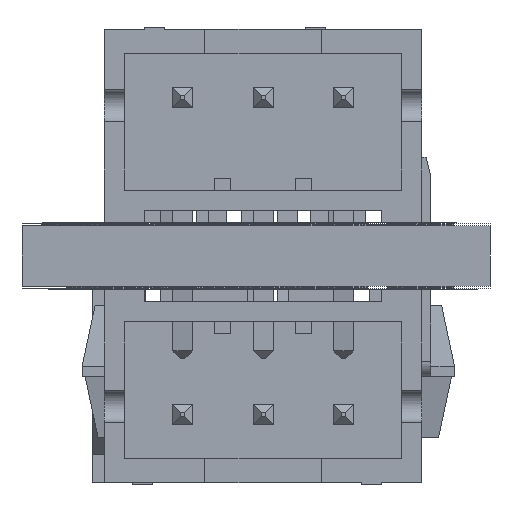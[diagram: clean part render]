
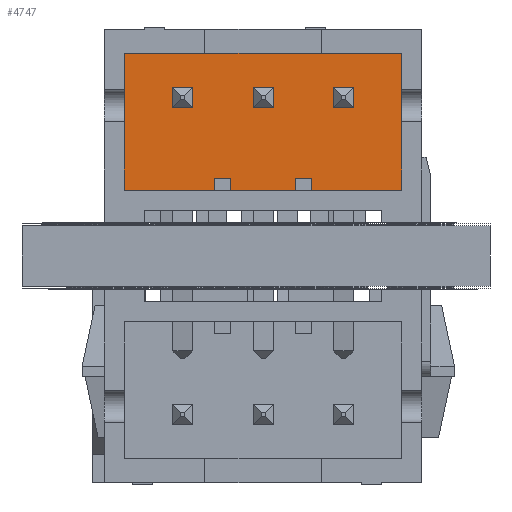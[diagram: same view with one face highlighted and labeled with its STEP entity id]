
A CAD part, front view. The second image highlights one B-rep face of the part: STEP entity #4747.
In plain terms, the highlighted planar face has unit normal (0, -1, 0).
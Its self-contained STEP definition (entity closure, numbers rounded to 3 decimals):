
#3798 = VERTEX_POINT('',#3799);
#3799 = CARTESIAN_POINT('',(5.45,-2.05,0.8));
#3805 = EDGE_CURVE('',#3798,#3806,#3808,.T.);
#3806 = VERTEX_POINT('',#3807);
#3807 = CARTESIAN_POINT('',(5.45,-2.05,4.2));
#3808 = LINE('',#3809,#3810);
#3809 = CARTESIAN_POINT('',(5.45,-2.05,0.8));
#3810 = VECTOR('',#3811,1.);
#3811 = DIRECTION('',(0.,0.,1.));
#4343 = VERTEX_POINT('',#4344);
#4344 = CARTESIAN_POINT('',(-1.45,-2.05,0.8));
#4350 = EDGE_CURVE('',#4343,#4351,#4353,.T.);
#4351 = VERTEX_POINT('',#4352);
#4352 = CARTESIAN_POINT('',(0.8,-2.05,0.8));
#4353 = LINE('',#4354,#4355);
#4354 = CARTESIAN_POINT('',(-1.45,-2.05,0.8));
#4355 = VECTOR('',#4356,1.);
#4356 = DIRECTION('',(1.,0.,0.));
#4375 = VERTEX_POINT('',#4376);
#4376 = CARTESIAN_POINT('',(1.2,-2.05,0.8));
#4382 = EDGE_CURVE('',#4375,#4383,#4385,.T.);
#4383 = VERTEX_POINT('',#4384);
#4384 = CARTESIAN_POINT('',(2.8,-2.05,0.8));
#4385 = LINE('',#4386,#4387);
#4386 = CARTESIAN_POINT('',(-1.45,-2.05,0.8));
#4387 = VECTOR('',#4388,1.);
#4388 = DIRECTION('',(1.,0.,0.));
#4407 = VERTEX_POINT('',#4408);
#4408 = CARTESIAN_POINT('',(3.2,-2.05,0.8));
#4414 = EDGE_CURVE('',#4407,#3798,#4415,.T.);
#4415 = LINE('',#4416,#4417);
#4416 = CARTESIAN_POINT('',(-1.45,-2.05,0.8));
#4417 = VECTOR('',#4418,1.);
#4418 = DIRECTION('',(1.,0.,0.));
#4440 = VERTEX_POINT('',#4441);
#4441 = CARTESIAN_POINT('',(-1.45,-2.05,4.2));
#4447 = EDGE_CURVE('',#4440,#4343,#4448,.T.);
#4448 = LINE('',#4449,#4450);
#4449 = CARTESIAN_POINT('',(-1.45,-2.05,4.2));
#4450 = VECTOR('',#4451,1.);
#4451 = DIRECTION('',(0.,0.,-1.));
#4642 = EDGE_CURVE('',#3806,#4643,#4645,.T.);
#4643 = VERTEX_POINT('',#4644);
#4644 = CARTESIAN_POINT('',(5.4,-2.05,4.2));
#4645 = LINE('',#4646,#4647);
#4646 = CARTESIAN_POINT('',(5.45,-2.05,4.2));
#4647 = VECTOR('',#4648,1.);
#4648 = DIRECTION('',(-1.,0.,0.));
#4667 = VERTEX_POINT('',#4668);
#4668 = CARTESIAN_POINT('',(4.4,-2.05,4.2));
#4674 = EDGE_CURVE('',#4667,#4675,#4677,.T.);
#4675 = VERTEX_POINT('',#4676);
#4676 = CARTESIAN_POINT('',(-0.4,-2.05,4.2));
#4677 = LINE('',#4678,#4679);
#4678 = CARTESIAN_POINT('',(5.45,-2.05,4.2));
#4679 = VECTOR('',#4680,1.);
#4680 = DIRECTION('',(-1.,0.,0.));
#4699 = VERTEX_POINT('',#4700);
#4700 = CARTESIAN_POINT('',(-1.4,-2.05,4.2));
#4706 = EDGE_CURVE('',#4699,#4440,#4707,.T.);
#4707 = LINE('',#4708,#4709);
#4708 = CARTESIAN_POINT('',(5.45,-2.05,4.2));
#4709 = VECTOR('',#4710,1.);
#4710 = DIRECTION('',(-1.,0.,0.));
#4747 = ADVANCED_FACE('',(#4748,#4814,#4848,#4882),#4916,.T.);
#4748 = FACE_BOUND('',#4749,.T.);
#4749 = EDGE_LOOP('',(#4750,#4751,#4752,#4753,#4759,#4760,#4766,#4767,
    #4768,#4769,#4777,#4785,#4791,#4792,#4800,#4808));
#4750 = ORIENTED_EDGE('',*,*,#4414,.T.);
#4751 = ORIENTED_EDGE('',*,*,#3805,.T.);
#4752 = ORIENTED_EDGE('',*,*,#4642,.T.);
#4753 = ORIENTED_EDGE('',*,*,#4754,.T.);
#4754 = EDGE_CURVE('',#4643,#4667,#4755,.T.);
#4755 = LINE('',#4756,#4757);
#4756 = CARTESIAN_POINT('',(5.45,-2.05,4.2));
#4757 = VECTOR('',#4758,1.);
#4758 = DIRECTION('',(-1.,0.,0.));
#4759 = ORIENTED_EDGE('',*,*,#4674,.T.);
#4760 = ORIENTED_EDGE('',*,*,#4761,.T.);
#4761 = EDGE_CURVE('',#4675,#4699,#4762,.T.);
#4762 = LINE('',#4763,#4764);
#4763 = CARTESIAN_POINT('',(5.45,-2.05,4.2));
#4764 = VECTOR('',#4765,1.);
#4765 = DIRECTION('',(-1.,0.,0.));
#4766 = ORIENTED_EDGE('',*,*,#4706,.T.);
#4767 = ORIENTED_EDGE('',*,*,#4447,.T.);
#4768 = ORIENTED_EDGE('',*,*,#4350,.T.);
#4769 = ORIENTED_EDGE('',*,*,#4770,.F.);
#4770 = EDGE_CURVE('',#4771,#4351,#4773,.T.);
#4771 = VERTEX_POINT('',#4772);
#4772 = CARTESIAN_POINT('',(0.8,-2.05,1.1));
#4773 = LINE('',#4774,#4775);
#4774 = CARTESIAN_POINT('',(0.8,-2.05,1.1));
#4775 = VECTOR('',#4776,1.);
#4776 = DIRECTION('',(0.,0.,-1.));
#4777 = ORIENTED_EDGE('',*,*,#4778,.F.);
#4778 = EDGE_CURVE('',#4779,#4771,#4781,.T.);
#4779 = VERTEX_POINT('',#4780);
#4780 = CARTESIAN_POINT('',(1.2,-2.05,1.1));
#4781 = LINE('',#4782,#4783);
#4782 = CARTESIAN_POINT('',(1.2,-2.05,1.1));
#4783 = VECTOR('',#4784,1.);
#4784 = DIRECTION('',(-1.,0.,0.));
#4785 = ORIENTED_EDGE('',*,*,#4786,.F.);
#4786 = EDGE_CURVE('',#4375,#4779,#4787,.T.);
#4787 = LINE('',#4788,#4789);
#4788 = CARTESIAN_POINT('',(1.2,-2.05,0.8));
#4789 = VECTOR('',#4790,1.);
#4790 = DIRECTION('',(0.,0.,1.));
#4791 = ORIENTED_EDGE('',*,*,#4382,.T.);
#4792 = ORIENTED_EDGE('',*,*,#4793,.F.);
#4793 = EDGE_CURVE('',#4794,#4383,#4796,.T.);
#4794 = VERTEX_POINT('',#4795);
#4795 = CARTESIAN_POINT('',(2.8,-2.05,1.1));
#4796 = LINE('',#4797,#4798);
#4797 = CARTESIAN_POINT('',(2.8,-2.05,1.1));
#4798 = VECTOR('',#4799,1.);
#4799 = DIRECTION('',(0.,0.,-1.));
#4800 = ORIENTED_EDGE('',*,*,#4801,.F.);
#4801 = EDGE_CURVE('',#4802,#4794,#4804,.T.);
#4802 = VERTEX_POINT('',#4803);
#4803 = CARTESIAN_POINT('',(3.2,-2.05,1.1));
#4804 = LINE('',#4805,#4806);
#4805 = CARTESIAN_POINT('',(3.2,-2.05,1.1));
#4806 = VECTOR('',#4807,1.);
#4807 = DIRECTION('',(-1.,0.,0.));
#4808 = ORIENTED_EDGE('',*,*,#4809,.F.);
#4809 = EDGE_CURVE('',#4407,#4802,#4810,.T.);
#4810 = LINE('',#4811,#4812);
#4811 = CARTESIAN_POINT('',(3.2,-2.05,0.8));
#4812 = VECTOR('',#4813,1.);
#4813 = DIRECTION('',(0.,0.,1.));
#4814 = FACE_BOUND('',#4815,.T.);
#4815 = EDGE_LOOP('',(#4816,#4826,#4834,#4842));
#4816 = ORIENTED_EDGE('',*,*,#4817,.F.);
#4817 = EDGE_CURVE('',#4818,#4820,#4822,.T.);
#4818 = VERTEX_POINT('',#4819);
#4819 = CARTESIAN_POINT('',(1.75,-2.05,3.35));
#4820 = VERTEX_POINT('',#4821);
#4821 = CARTESIAN_POINT('',(1.75,-2.05,2.85));
#4822 = LINE('',#4823,#4824);
#4823 = CARTESIAN_POINT('',(1.75,-2.05,1.912));
#4824 = VECTOR('',#4825,1.);
#4825 = DIRECTION('',(0.,0.,-1.));
#4826 = ORIENTED_EDGE('',*,*,#4827,.T.);
#4827 = EDGE_CURVE('',#4818,#4828,#4830,.T.);
#4828 = VERTEX_POINT('',#4829);
#4829 = CARTESIAN_POINT('',(2.25,-2.05,3.35));
#4830 = LINE('',#4831,#4832);
#4831 = CARTESIAN_POINT('',(2.125,-2.05,3.35));
#4832 = VECTOR('',#4833,1.);
#4833 = DIRECTION('',(1.,0.,0.));
#4834 = ORIENTED_EDGE('',*,*,#4835,.T.);
#4835 = EDGE_CURVE('',#4828,#4836,#4838,.T.);
#4836 = VERTEX_POINT('',#4837);
#4837 = CARTESIAN_POINT('',(2.25,-2.05,2.85));
#4838 = LINE('',#4839,#4840);
#4839 = CARTESIAN_POINT('',(2.25,-2.05,1.912));
#4840 = VECTOR('',#4841,1.);
#4841 = DIRECTION('',(0.,0.,-1.));
#4842 = ORIENTED_EDGE('',*,*,#4843,.T.);
#4843 = EDGE_CURVE('',#4836,#4820,#4844,.T.);
#4844 = LINE('',#4845,#4846);
#4845 = CARTESIAN_POINT('',(2.125,-2.05,2.85));
#4846 = VECTOR('',#4847,1.);
#4847 = DIRECTION('',(-1.,0.,0.));
#4848 = FACE_BOUND('',#4849,.T.);
#4849 = EDGE_LOOP('',(#4850,#4860,#4868,#4876));
#4850 = ORIENTED_EDGE('',*,*,#4851,.T.);
#4851 = EDGE_CURVE('',#4852,#4854,#4856,.T.);
#4852 = VERTEX_POINT('',#4853);
#4853 = CARTESIAN_POINT('',(4.25,-2.05,3.35));
#4854 = VERTEX_POINT('',#4855);
#4855 = CARTESIAN_POINT('',(4.25,-2.05,2.85));
#4856 = LINE('',#4857,#4858);
#4857 = CARTESIAN_POINT('',(4.25,-2.05,1.901));
#4858 = VECTOR('',#4859,1.);
#4859 = DIRECTION('',(0.,0.,-1.));
#4860 = ORIENTED_EDGE('',*,*,#4861,.T.);
#4861 = EDGE_CURVE('',#4854,#4862,#4864,.T.);
#4862 = VERTEX_POINT('',#4863);
#4863 = CARTESIAN_POINT('',(3.75,-2.05,2.85));
#4864 = LINE('',#4865,#4866);
#4865 = CARTESIAN_POINT('',(3.125,-2.05,2.85));
#4866 = VECTOR('',#4867,1.);
#4867 = DIRECTION('',(-1.,0.,0.));
#4868 = ORIENTED_EDGE('',*,*,#4869,.F.);
#4869 = EDGE_CURVE('',#4870,#4862,#4872,.T.);
#4870 = VERTEX_POINT('',#4871);
#4871 = CARTESIAN_POINT('',(3.75,-2.05,3.35));
#4872 = LINE('',#4873,#4874);
#4873 = CARTESIAN_POINT('',(3.75,-2.05,1.901));
#4874 = VECTOR('',#4875,1.);
#4875 = DIRECTION('',(0.,0.,-1.));
#4876 = ORIENTED_EDGE('',*,*,#4877,.T.);
#4877 = EDGE_CURVE('',#4870,#4852,#4878,.T.);
#4878 = LINE('',#4879,#4880);
#4879 = CARTESIAN_POINT('',(3.125,-2.05,3.35));
#4880 = VECTOR('',#4881,1.);
#4881 = DIRECTION('',(1.,0.,0.));
#4882 = FACE_BOUND('',#4883,.T.);
#4883 = EDGE_LOOP('',(#4884,#4894,#4902,#4910));
#4884 = ORIENTED_EDGE('',*,*,#4885,.F.);
#4885 = EDGE_CURVE('',#4886,#4888,#4890,.T.);
#4886 = VERTEX_POINT('',#4887);
#4887 = CARTESIAN_POINT('',(-0.25,-2.05,3.35));
#4888 = VERTEX_POINT('',#4889);
#4889 = CARTESIAN_POINT('',(-0.25,-2.05,2.85));
#4890 = LINE('',#4891,#4892);
#4891 = CARTESIAN_POINT('',(-0.25,-2.05,1.901));
#4892 = VECTOR('',#4893,1.);
#4893 = DIRECTION('',(0.,0.,-1.));
#4894 = ORIENTED_EDGE('',*,*,#4895,.T.);
#4895 = EDGE_CURVE('',#4886,#4896,#4898,.T.);
#4896 = VERTEX_POINT('',#4897);
#4897 = CARTESIAN_POINT('',(0.25,-2.05,3.35));
#4898 = LINE('',#4899,#4900);
#4899 = CARTESIAN_POINT('',(1.125,-2.05,3.35));
#4900 = VECTOR('',#4901,1.);
#4901 = DIRECTION('',(1.,0.,0.));
#4902 = ORIENTED_EDGE('',*,*,#4903,.T.);
#4903 = EDGE_CURVE('',#4896,#4904,#4906,.T.);
#4904 = VERTEX_POINT('',#4905);
#4905 = CARTESIAN_POINT('',(0.25,-2.05,2.85));
#4906 = LINE('',#4907,#4908);
#4907 = CARTESIAN_POINT('',(0.25,-2.05,1.901));
#4908 = VECTOR('',#4909,1.);
#4909 = DIRECTION('',(0.,0.,-1.));
#4910 = ORIENTED_EDGE('',*,*,#4911,.T.);
#4911 = EDGE_CURVE('',#4904,#4888,#4912,.T.);
#4912 = LINE('',#4913,#4914);
#4913 = CARTESIAN_POINT('',(1.125,-2.05,2.85));
#4914 = VECTOR('',#4915,1.);
#4915 = DIRECTION('',(-1.,0.,0.));
#4916 = PLANE('',#4917);
#4917 = AXIS2_PLACEMENT_3D('',#4918,#4919,#4920);
#4918 = CARTESIAN_POINT('',(2.,-2.05,2.5));
#4919 = DIRECTION('',(0.,-1.,0.));
#4920 = DIRECTION('',(0.,0.,-1.));
